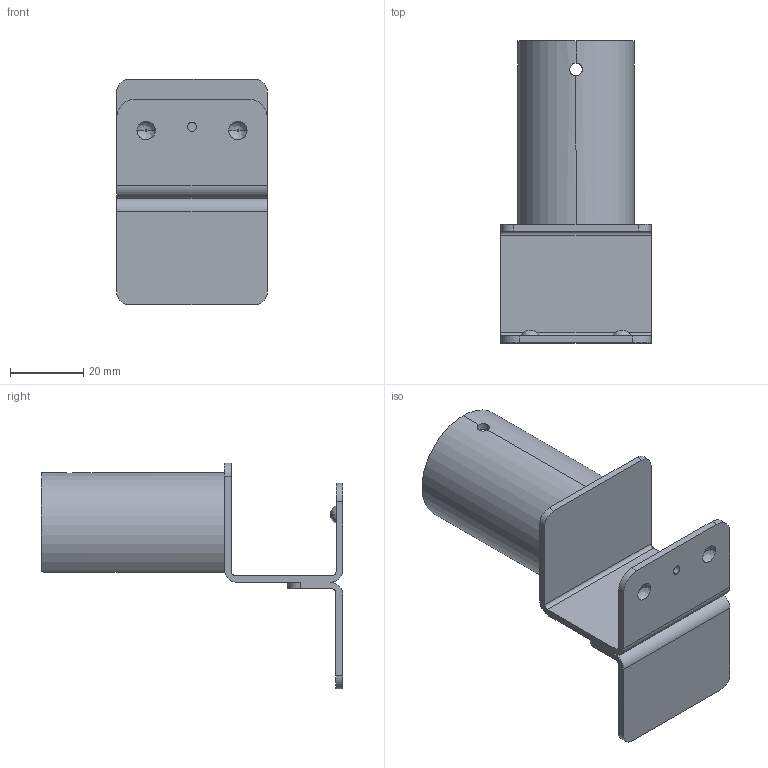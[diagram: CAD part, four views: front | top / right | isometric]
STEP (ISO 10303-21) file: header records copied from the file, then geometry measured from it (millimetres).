
FILE_DESCRIPTION (( 'STEP AP203' ), '1' );
FILE_NAME ('AL-FH-2028B Êðîíøòåéí äëÿ ñòàëüíîé íàïðàâëÿþùåé òèï Ì.STEP', '2025-03-26T09:38:16', ( '' ), ( '' ), 'SwSTEP 2.0', 'SolidWorks 2021', '' );
FILE_SCHEMA (( 'CONFIG_CONTROL_DESIGN' ));
Length unit declared in the file: millimetre
Products named in the file (1): AL-FH-2028B Êðîíøòåéí äëÿ ñòàëüíîé íàïðàâëÿþùåé òèï Ì
Bounding box: 41 x 82.3 x 61.5 mm (x, y, z)
Volume: 16472.6 mm3; surface area: 17490.9 mm2
Topology: 1 solids, 1 shells, 57 faces, 155 edges, 102 vertices
Faces by surface type: plane 25, cylinder 24, bspline 8
Entity records: 2554 total; most frequent: CARTESIAN_POINT 1085, ORIENTED_EDGE 310, DIRECTION 269, EDGE_CURVE 155, VERTEX_POINT 102, AXIS2_PLACEMENT_3D 100, LINE 69, VECTOR 69
